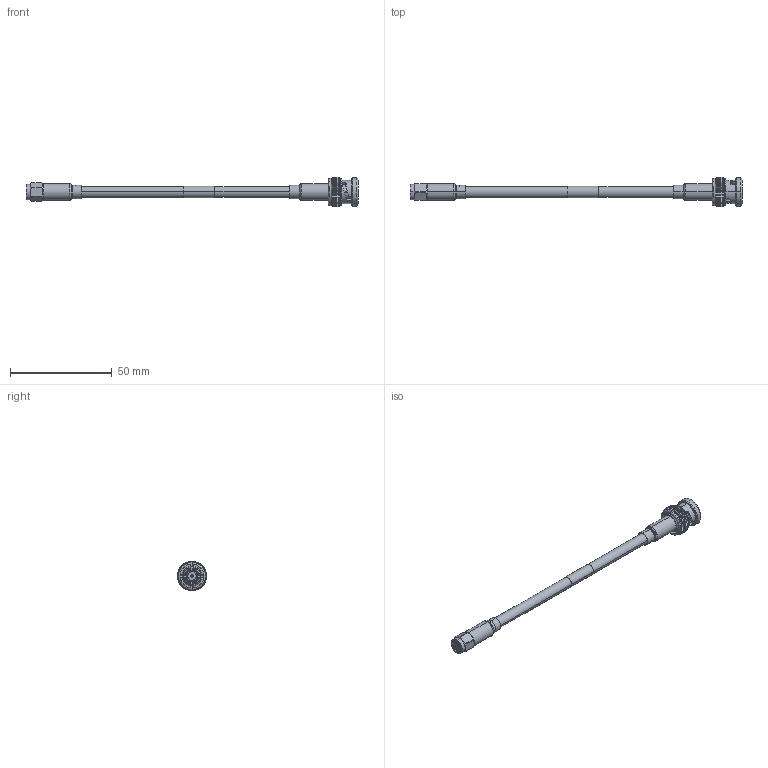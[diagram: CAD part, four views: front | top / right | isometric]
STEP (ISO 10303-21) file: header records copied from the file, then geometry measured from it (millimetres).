
FILE_DESCRIPTION (( 'STEP AP203' ), '1' );
FILE_NAME ('FMCA2786.STEP', '2022-03-09T20:05:34', ( '' ), ( '' ), 'SwSTEP 2.0', 'SolidWorks 2021', '' );
FILE_SCHEMA (( 'CONFIG_CONTROL_DESIGN' ));
Length unit declared in the file: millimetre
Products named in the file (7): FMCN1759; CA-240-MA1_.75" Long; RG223_with label; FMCN1567; FMCN1759_FERRULE; FMCA2786
Assembly tree (7 placements, depth 3):
  FMCA2786
    RG223_with label
    FMCN1567
    CA-240-MA1_.75" Long  x2
    FMCN1759
      FMCN1759
      FMCN1759_FERRULE
Bounding box: 163.01 x 14.46 x 14.46 mm (x, y, z)
Volume: 5309.6 mm3; surface area: 8669.6 mm2
Topology: 8 solids, 8 shells, 615 faces, 1430 edges, 848 vertices
Faces by surface type: plane 215, cylinder 191, cone 176, bspline 17, torus 16
Entity records: 21639 total; most frequent: CARTESIAN_POINT 7899, ORIENTED_EDGE 2772, DIRECTION 2676, EDGE_CURVE 1386, AXIS2_PLACEMENT_3D 1111, VERTEX_POINT 824, EDGE_LOOP 622, FACE_OUTER_BOUND 593
